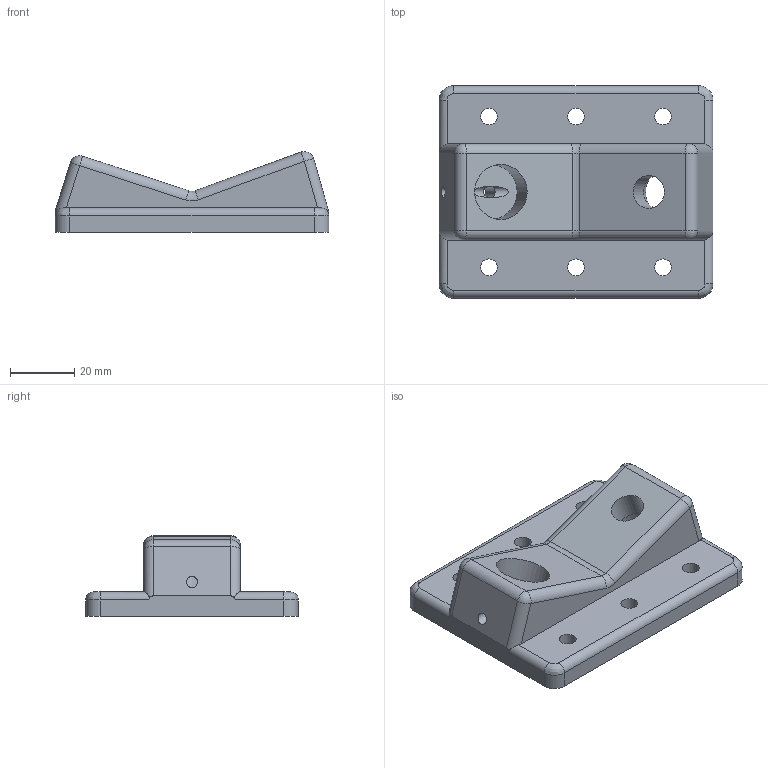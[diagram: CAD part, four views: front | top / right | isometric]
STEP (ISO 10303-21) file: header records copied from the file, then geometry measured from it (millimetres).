
FILE_DESCRIPTION(/* description */ (''),/* implementation_level */ '2;1');
FILE_NAME(/* name */ 'truck base.step',/* time_stamp */ '2024-09-26T22:03:29+02:00',/* author */ (''),/* organization */ (''),/* preprocessor_version */ 'ST-DEVELOPER v20',/* originating_system */ 'Autodesk Translation Framework v13.20.0.188',/* authorisation */ '');
FILE_SCHEMA (('AUTOMOTIVE_DESIGN { 1 0 10303 214 3 1 1 }'));
Length unit declared in the file: millimetre
Products named in the file (2): Achse MK2; Base Achse MK2
Assembly tree (1 placements, depth 2):
  Achse MK2
    Base Achse MK2
Bounding box: 85 x 66 x 25.09 mm (x, y, z)
Volume: 62542.2 mm3; surface area: 17555.5 mm2
Topology: 1 solids, 1 shells, 58 faces, 137 edges, 82 vertices
Faces by surface type: cylinder 33, plane 15, sphere 4, bspline 4, torus 2
Full cylindrical faces by diameter (mm): 3.5 x2, 5.2 x6, 10.25 x1, 16.15 x1, 17.1 x1
Entity records: 1872 total; most frequent: CARTESIAN_POINT 375, DIRECTION 321, ORIENTED_EDGE 274, EDGE_CURVE 137, AXIS2_PLACEMENT_3D 130, VERTEX_POINT 82, EDGE_LOOP 77, LINE 61
